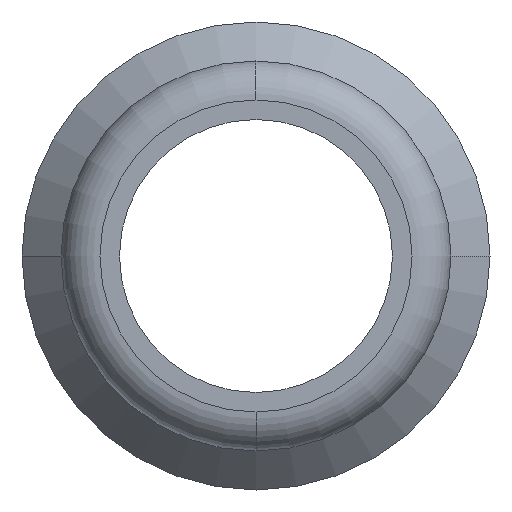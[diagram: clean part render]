
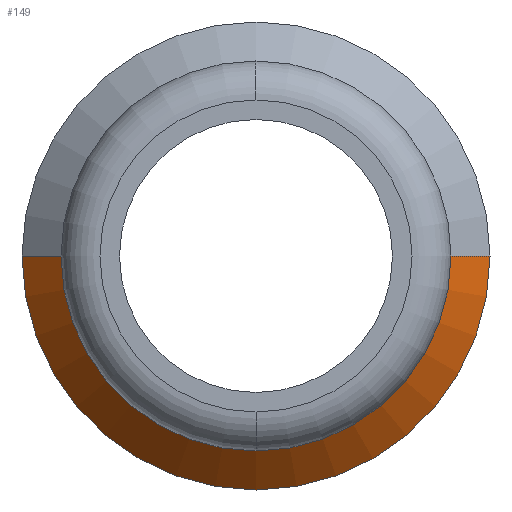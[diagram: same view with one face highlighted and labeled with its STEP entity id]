
A CAD part, front view. The second image highlights one B-rep face of the part: STEP entity #149.
In plain terms, the highlighted conical face has half-angle 45 degrees and reference radius 5.5 mm.
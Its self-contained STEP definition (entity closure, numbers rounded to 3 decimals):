
#149=ADVANCED_FACE('',(#311),#312,.T.);
#311=FACE_OUTER_BOUND('',#480,.T.);
#312=CONICAL_SURFACE('',#481,5.5,0.785);
#480=EDGE_LOOP('',(#825,#826,#827,#828));
#481=AXIS2_PLACEMENT_3D('',#829,#830,#831);
#825=ORIENTED_EDGE('',*,*,#997,.F.);
#826=ORIENTED_EDGE('',*,*,#954,.T.);
#827=ORIENTED_EDGE('',*,*,#999,.F.);
#828=ORIENTED_EDGE('',*,*,#1039,.F.);
#829=CARTESIAN_POINT('',(0.0,5.5,0.0));
#830=DIRECTION('',(-0.0,1.0,-0.0));
#831=DIRECTION('',(1.0,0.0,0.0));
#954=EDGE_CURVE('',#1115,#1121,#1123,.T.);
#997=EDGE_CURVE('',#1115,#1188,#1189,.T.);
#999=EDGE_CURVE('',#1190,#1121,#1192,.T.);
#1039=EDGE_CURVE('',#1188,#1190,#1246,.T.);
#1115=VERTEX_POINT('',#1338);
#1121=VERTEX_POINT('',#1345);
#1123=CIRCLE('',#1348,5.0);
#1188=VERTEX_POINT('',#1423);
#1189=LINE('',#1424,#1425);
#1190=VERTEX_POINT('',#1426);
#1192=LINE('',#1428,#1429);
#1246=CIRCLE('',#1497,6.0);
#1338=CARTESIAN_POINT('',(5.0,5.0,0.0));
#1345=CARTESIAN_POINT('',(-5.0,5.0,0.));
#1348=AXIS2_PLACEMENT_3D('',#1597,#1598,#1599);
#1423=CARTESIAN_POINT('',(6.0,6.0,0.0));
#1424=CARTESIAN_POINT('',(5.5,5.5,0.));
#1425=VECTOR('',#1673,1.0);
#1426=CARTESIAN_POINT('',(-6.0,6.0,0.));
#1428=CARTESIAN_POINT('',(-5.5,5.5,0.));
#1429=VECTOR('',#1677,1.0);
#1497=AXIS2_PLACEMENT_3D('',#1734,#1735,#1736);
#1597=CARTESIAN_POINT('',(0.0,5.0,0.0));
#1598=DIRECTION('',(-0.0,1.0,0.0));
#1599=DIRECTION('',(1.0,0.0,0.0));
#1673=DIRECTION('',(0.707,0.707,0.));
#1677=DIRECTION('',(0.707,-0.707,0.));
#1734=CARTESIAN_POINT('',(0.0,6.0,0.0));
#1735=DIRECTION('',(-0.0,1.0,0.0));
#1736=DIRECTION('',(1.0,0.0,0.0));
